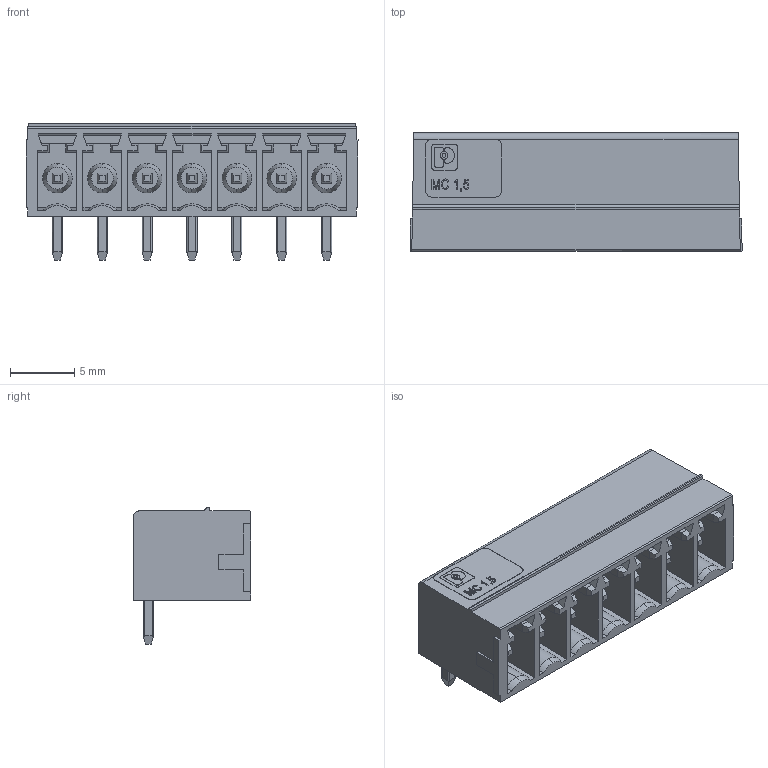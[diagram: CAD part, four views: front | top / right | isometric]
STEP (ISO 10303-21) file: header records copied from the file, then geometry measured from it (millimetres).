
FILE_DESCRIPTION(('STEP AP214'),'1');
FILE_NAME('cctmp_878DDC49-0E50-44D2-ABE1-06C3FA0D74CA_2023_02_03_12_26_54_0550_7340..stp','2023-02-03T12:26:55',('PHOENIX CONTACT Deutschland GmbH'),('CADClick - www.CADClick.com'),'Spatial InterOp 3D',' ','unknown authorization');
FILE_SCHEMA(('AUTOMOTIVE_DESIGN'));
Length unit declared in the file: millimetre
Products named in the file (9): 2023_02_03_12_26_54_0159; 2023_02_03_12_26_54_0550; 2023_02_03_12_26_54_0534; 2023_02_03_12_26_54_0519; 2023_02_03_12_26_54_0503; 2023_02_03_12_26_54_0488; 2023_02_03_12_26_54_0472; 2023_02_03_12_26_54_0456; 2023_02_03_12_26_54_0425
Assembly tree (8 placements, depth 2):
  2023_02_03_12_26_54_0159
    2023_02_03_12_26_54_0550
    2023_02_03_12_26_54_0534
    2023_02_03_12_26_54_0519
    2023_02_03_12_26_54_0503
    2023_02_03_12_26_54_0488
    2023_02_03_12_26_54_0472
    2023_02_03_12_26_54_0456
    2023_02_03_12_26_54_0425
Bounding box: 25.9 x 9.2 x 10.65 mm (x, y, z)
Volume: 875.4 mm3; surface area: 2480.5 mm2
Topology: 8 solids, 8 shells, 742 faces, 2056 edges, 1346 vertices
Faces by surface type: plane 553, cylinder 114, torus 28, cone 28, extrusion 19
Entity records: 35849 total; most frequent: CARTESIAN_POINT 6275, ORIENTED_EDGE 4112, DIRECTION 3647, EDGE_CURVE 2056, STYLED_ITEM 1646, PRESENTATION_STYLE_ASSIGNMENT 1646, COLOUR_RGB 1646, VECTOR 1633
